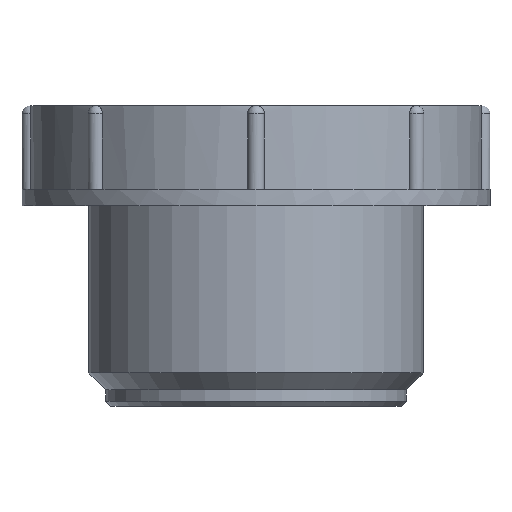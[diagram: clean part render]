
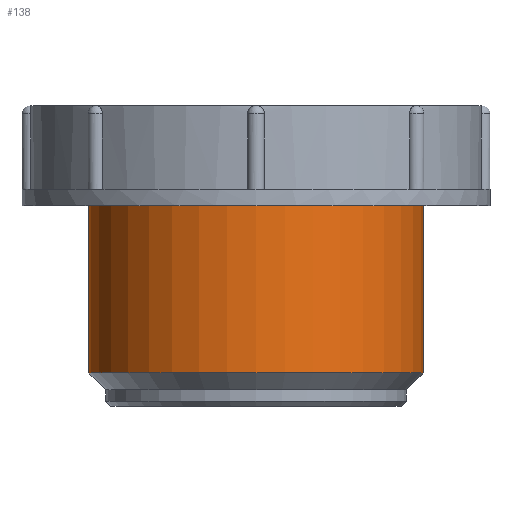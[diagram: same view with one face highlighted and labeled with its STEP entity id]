
A CAD part, front view. The second image highlights one B-rep face of the part: STEP entity #138.
In plain terms, the highlighted cylindrical face has radius 10 mm (diameter 20 mm), a full revolution.
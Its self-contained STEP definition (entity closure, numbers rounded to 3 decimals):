
#138 = ADVANCED_FACE( '', ( #296, #297 ), #298, .T. );
#296 = FACE_OUTER_BOUND( '', #469, .T. );
#297 = FACE_OUTER_BOUND( '', #470, .T. );
#298 = CYLINDRICAL_SURFACE( '', #471, 10. );
#469 = EDGE_LOOP( '', ( #799 ) );
#470 = EDGE_LOOP( '', ( #800 ) );
#471 = AXIS2_PLACEMENT_3D( '', #801, #802, #803 );
#799 = ORIENTED_EDGE( '', *, *, #1036, .T. );
#800 = ORIENTED_EDGE( '', *, *, #1032, .F. );
#801 = CARTESIAN_POINT( '', ( 0., 0., 57.15 ) );
#802 = DIRECTION( '', ( 0., 0., -1. ) );
#803 = DIRECTION( '', ( 1., 0., 0. ) );
#1032 = EDGE_CURVE( '', #1238, #1238, #1239, .T. );
#1036 = EDGE_CURVE( '', #1245, #1245, #1246, .T. );
#1238 = VERTEX_POINT( '', #1513 );
#1239 = CIRCLE( '', #1514, 10. );
#1245 = VERTEX_POINT( '', #1520 );
#1246 = CIRCLE( '', #1521, 10. );
#1513 = CARTESIAN_POINT( '', ( 10., 0., 0. ) );
#1514 = AXIS2_PLACEMENT_3D( '', #1825, #1826, #1827 );
#1520 = CARTESIAN_POINT( '', ( 10., 0., -10. ) );
#1521 = AXIS2_PLACEMENT_3D( '', #1834, #1835, #1836 );
#1825 = CARTESIAN_POINT( '', ( 0., 0., 0. ) );
#1826 = DIRECTION( '', ( 0., 0., 1. ) );
#1827 = DIRECTION( '', ( 1., 0., 0. ) );
#1834 = CARTESIAN_POINT( '', ( 0., 0., -10. ) );
#1835 = DIRECTION( '', ( 0., 0., 1. ) );
#1836 = DIRECTION( '', ( 1., 0., 0. ) );
